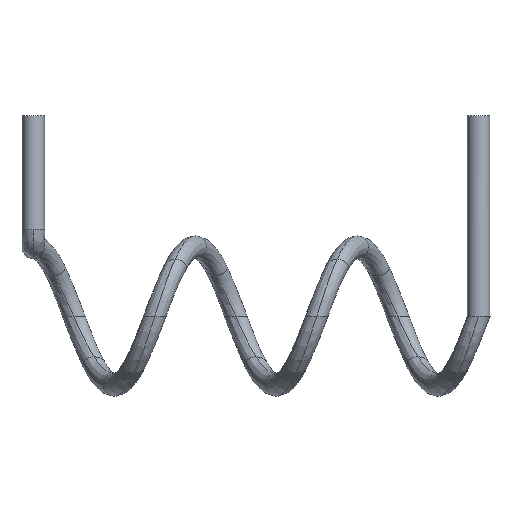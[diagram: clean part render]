
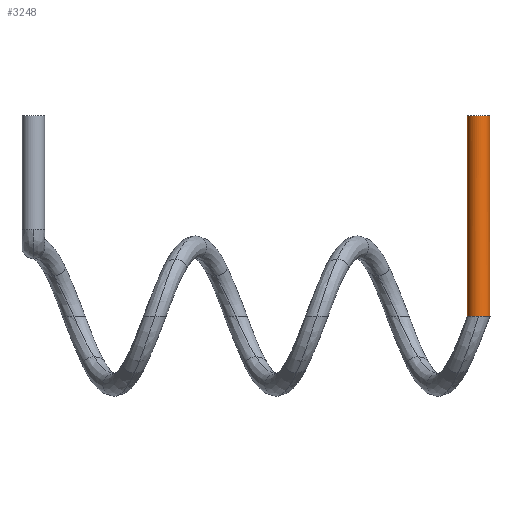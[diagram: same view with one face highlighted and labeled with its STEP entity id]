
A CAD part, front view. The second image highlights one B-rep face of the part: STEP entity #3248.
In plain terms, the highlighted cylindrical face has radius 0.645 mm (diameter 1.29 mm), a partial arc.
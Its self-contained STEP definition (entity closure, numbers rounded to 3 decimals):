
#127 = CARTESIAN_POINT ( 'NONE',  ( 12.7, -3.927, 0. ) ) ;
#324 = CARTESIAN_POINT ( 'NONE',  ( 12.603, -4.565, -11.431 ) ) ;
#394 = EDGE_CURVE ( 'NONE', #5730, #2588, #3863, .T. ) ;
#400 = CARTESIAN_POINT ( 'NONE',  ( 12.055, -3.927, -11.43 ) ) ;
#439 = CARTESIAN_POINT ( 'NONE',  ( 13.345, -3.927, -11.43 ) ) ;
#474 = ORIENTED_EDGE ( 'NONE', *, *, #1994, .T. ) ;
#476 = CARTESIAN_POINT ( 'NONE',  ( 12.636, -4.569, -11.429 ) ) ;
#834 = FACE_OUTER_BOUND ( 'NONE', #1745, .T. ) ;
#885 = CARTESIAN_POINT ( 'NONE',  ( 12.691, -4.572, -11.429 ) ) ;
#951 = CARTESIAN_POINT ( 'NONE',  ( 12.34, -4.467, -11.43 ) ) ;
#992 = CARTESIAN_POINT ( 'NONE',  ( 12.055, -3.927, -11.43 ) ) ;
#1075 = ORIENTED_EDGE ( 'NONE', *, *, #2079, .F. ) ;
#1368 = CARTESIAN_POINT ( 'NONE',  ( 12.7, -4.572, -11.43 ) ) ;
#1592 = CARTESIAN_POINT ( 'NONE',  ( 12.113, -4.217, -11.43 ) ) ;
#1725 = DIRECTION ( 'NONE',  ( 0., 0., 1. ) ) ;
#1745 = EDGE_LOOP ( 'NONE', ( #1075, #474, #3842, #5613, #2301 ) ) ;
#1994 = EDGE_CURVE ( 'NONE', #2001, #5730, #4131, .T. ) ;
#2001 = VERTEX_POINT ( 'NONE', #400 ) ;
#2068 = CARTESIAN_POINT ( 'NONE',  ( 12.561, -4.557, -11.431 ) ) ;
#2079 = EDGE_CURVE ( 'NONE', #2001, #2930, #3804, .T. ) ;
#2248 = VECTOR ( 'NONE', #1725, 1000. ) ;
#2271 = AXIS2_PLACEMENT_3D ( 'NONE', #3089, #5338, #7096 ) ;
#2301 = ORIENTED_EDGE ( 'NONE', *, *, #3618, .T. ) ;
#2348 = DIRECTION ( 'NONE',  ( 0., 0., -1. ) ) ;
#2433 = CARTESIAN_POINT ( 'NONE',  ( 13.345, -3.927, 0. ) ) ;
#2588 = VERTEX_POINT ( 'NONE', #4016 ) ;
#2763 = CARTESIAN_POINT ( 'NONE',  ( 13.345, -3.927, -11.43 ) ) ;
#2930 = VERTEX_POINT ( 'NONE', #5315 ) ;
#3089 = CARTESIAN_POINT ( 'NONE',  ( 12.7, -3.927, -11.43 ) ) ;
#3210 = CARTESIAN_POINT ( 'NONE',  ( 12.67, -4.572, -11.428 ) ) ;
#3245 = DIRECTION ( 'NONE',  ( 0., 0., 1. ) ) ;
#3248 = ADVANCED_FACE ( 'NONE', ( #834 ), #3641, .T. ) ;
#3283 = CARTESIAN_POINT ( 'NONE',  ( 12.064, -4.055, -11.432 ) ) ;
#3308 = LINE ( 'NONE', #2763, #2248 ) ;
#3618 = EDGE_CURVE ( 'NONE', #4923, #2930, #4758, .T. ) ;
#3641 = CYLINDRICAL_SURFACE ( 'NONE', #2271, 0.645 ) ;
#3698 = AXIS2_PLACEMENT_3D ( 'NONE', #127, #2348, #4638 ) ;
#3767 = CARTESIAN_POINT ( 'NONE',  ( 12.869, -4.572, -11.43 ) ) ;
#3804 = LINE ( 'NONE', #992, #6738 ) ;
#3842 = ORIENTED_EDGE ( 'NONE', *, *, #394, .T. ) ;
#3843 = CARTESIAN_POINT ( 'NONE',  ( 12.055, -3.97, -11.43 ) ) ;
#3863 = B_SPLINE_CURVE_WITH_KNOTS ( 'NONE', 3,
 ( #6125, #3767, #4360, #6020, #5571, #439 ),
 .UNSPECIFIED., .F., .F.,
 ( 4, 2, 4 ),
 ( 0., 0.25, 0.5 ),
 .UNSPECIFIED. ) ;
#4016 = CARTESIAN_POINT ( 'NONE',  ( 13.345, -3.927, -11.43 ) ) ;
#4131 = B_SPLINE_CURVE_WITH_KNOTS ( 'NONE', 3,
 ( #4322, #5462, #3843, #3283, #1592, #5497, #951, #5424, #5386, #2068, #324, #476, #3210, #885, #6564 ),
 .UNSPECIFIED., .F., .F.,
 ( 4, 1, 1, 1, 1, 1, 1, 1, 1, 1, 1, 1, 4 ),
 ( 0.5, 0.5, 0.563, 0.626, 0.75, 0.813, 0.875, 0.906, 0.937, 0.949, 0.969, 0.987, 1. ),
 .UNSPECIFIED. ) ;
#4322 = CARTESIAN_POINT ( 'NONE',  ( 12.055, -3.927, -11.43 ) ) ;
#4360 = CARTESIAN_POINT ( 'NONE',  ( 13.037, -4.502, -11.43 ) ) ;
#4638 = DIRECTION ( 'NONE',  ( 1., 0., 0. ) ) ;
#4758 = CIRCLE ( 'NONE', #3698, 0.645 ) ;
#4923 = VERTEX_POINT ( 'NONE', #2433 ) ;
#5315 = CARTESIAN_POINT ( 'NONE',  ( 12.055, -3.927, 0. ) ) ;
#5338 = DIRECTION ( 'NONE',  ( 0., 0., 1. ) ) ;
#5386 = CARTESIAN_POINT ( 'NONE',  ( 12.513, -4.545, -11.429 ) ) ;
#5424 = CARTESIAN_POINT ( 'NONE',  ( 12.434, -4.517, -11.429 ) ) ;
#5462 = CARTESIAN_POINT ( 'NONE',  ( 12.055, -3.927, -11.43 ) ) ;
#5497 = CARTESIAN_POINT ( 'NONE',  ( 12.209, -4.361, -11.431 ) ) ;
#5571 = CARTESIAN_POINT ( 'NONE',  ( 13.345, -4.096, -11.43 ) ) ;
#5613 = ORIENTED_EDGE ( 'NONE', *, *, #7043, .T. ) ;
#5730 = VERTEX_POINT ( 'NONE', #1368 ) ;
#6020 = CARTESIAN_POINT ( 'NONE',  ( 13.276, -4.264, -11.43 ) ) ;
#6125 = CARTESIAN_POINT ( 'NONE',  ( 12.7, -4.572, -11.43 ) ) ;
#6564 = CARTESIAN_POINT ( 'NONE',  ( 12.7, -4.572, -11.43 ) ) ;
#6738 = VECTOR ( 'NONE', #3245, 1000. ) ;
#7043 = EDGE_CURVE ( 'NONE', #2588, #4923, #3308, .T. ) ;
#7096 = DIRECTION ( 'NONE',  ( 1., 0., 0. ) ) ;
